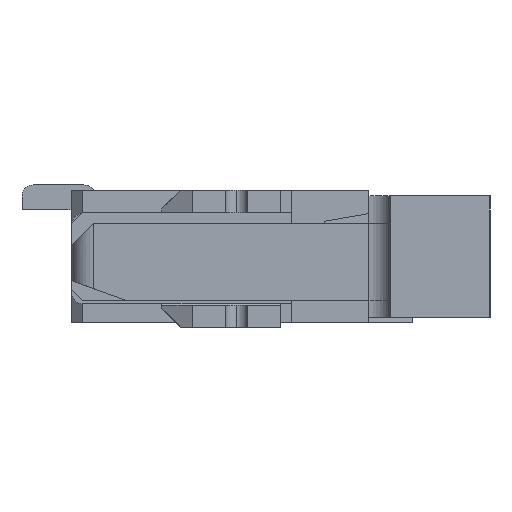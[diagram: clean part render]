
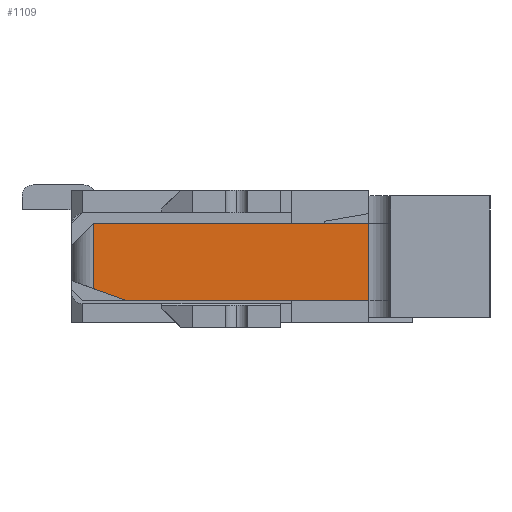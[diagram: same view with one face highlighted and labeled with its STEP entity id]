
A CAD part, left-side view. The second image highlights one B-rep face of the part: STEP entity #1109.
In plain terms, the highlighted planar face has unit normal (-1, 0, 0).
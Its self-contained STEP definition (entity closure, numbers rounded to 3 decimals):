
#1109=ADVANCED_FACE('',(#3700),#3701,.F.);
#3700=FACE_OUTER_BOUND('',#7332,.T.);
#3701=PLANE('',#7333);
#7332=EDGE_LOOP('',(#16604,#16605,#16606,#16607,#16608));
#7333=AXIS2_PLACEMENT_3D('',#16609,#16610,#16611);
#16604=ORIENTED_EDGE('',*,*,#28100,.F.);
#16605=ORIENTED_EDGE('',*,*,#28110,.T.);
#16606=ORIENTED_EDGE('',*,*,#28111,.T.);
#16607=ORIENTED_EDGE('',*,*,#28109,.T.);
#16608=ORIENTED_EDGE('',*,*,#28112,.T.);
#16609=CARTESIAN_POINT('',(-8.15,1.35,-0.4));
#16610=DIRECTION('',(1.0,0.,0.0));
#16611=DIRECTION('',(0.,-1.0,0.0));
#28100=EDGE_CURVE('',#35114,#35116,#35117,.T.);
#28109=EDGE_CURVE('',#35125,#35129,#35131,.T.);
#28110=EDGE_CURVE('',#35114,#35132,#35133,.F.);
#28111=EDGE_CURVE('',#35132,#35125,#35134,.T.);
#28112=EDGE_CURVE('',#35129,#35116,#35135,.T.);
#35114=VERTEX_POINT('',#46234);
#35116=VERTEX_POINT('',#46237);
#35117=LINE('',#46238,#46239);
#35125=VERTEX_POINT('',#46251);
#35129=VERTEX_POINT('',#46257);
#35131=LINE('',#46259,#46260);
#35132=VERTEX_POINT('',#46261);
#35133=LINE('',#46262,#46263);
#35134=LINE('',#46264,#46265);
#35135=LINE('',#46266,#46267);
#46234=CARTESIAN_POINT('',(-8.15,1.15,0.3));
#46237=CARTESIAN_POINT('',(-8.15,-1.35,0.3));
#46238=CARTESIAN_POINT('',(-8.15,1.35,0.3));
#46239=VECTOR('',#56233,1000.0);
#46251=CARTESIAN_POINT('',(-8.15,0.85,-0.4));
#46257=CARTESIAN_POINT('',(-8.15,-1.35,-0.4));
#46259=CARTESIAN_POINT('',(-8.15,1.35,-0.4));
#46260=VECTOR('',#56246,1000.0);
#46261=CARTESIAN_POINT('',(-8.15,1.15,-0.291));
#46262=CARTESIAN_POINT('',(-8.15,1.15,-0.218));
#46263=VECTOR('',#56247,1000.0);
#46264=CARTESIAN_POINT('',(-8.15,1.35,-0.218));
#46265=VECTOR('',#56248,1000.0);
#46266=CARTESIAN_POINT('',(-8.15,-1.35,-0.4));
#46267=VECTOR('',#56249,1000.0);
#56233=DIRECTION('',(0.,-1.0,0.0));
#56246=DIRECTION('',(0.,-1.0,0.0));
#56247=DIRECTION('',(0.0,-0.0,1.0));
#56248=DIRECTION('',(0.,-0.94,-0.342));
#56249=DIRECTION('',(0.0,-0.0,1.0));
